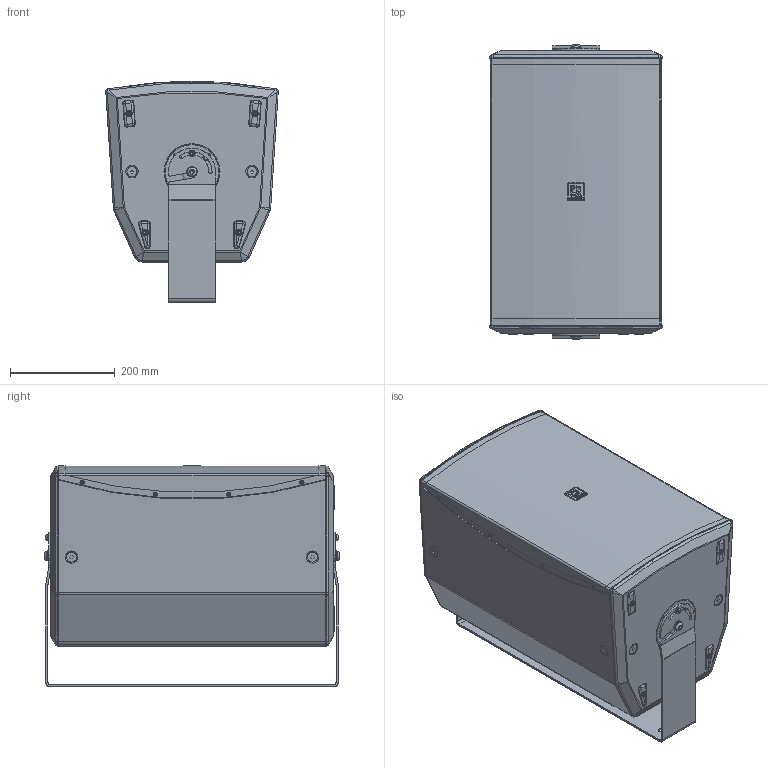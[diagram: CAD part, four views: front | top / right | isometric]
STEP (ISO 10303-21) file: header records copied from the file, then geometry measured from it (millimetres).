
FILE_DESCRIPTION(/* description */ (''),/* implementation_level */ '2;1');
FILE_NAME(/* name */ 'AUDAC-VEXO10.stp',/* time_stamp */ '2021-03-22T14:03:44+01:00',/* author */ ('kamiel'),/* organization */ (''),/* preprocessor_version */ 'ST-DEVELOPER v18.1',/* originating_system */ 'Autodesk Inventor 2021',/* authorisation */ '');
FILE_SCHEMA (('AUTOMOTIVE_DESIGN { 1 0 10303 214 3 1 1 }'));
Length unit declared in the file: millimetre
Products named in the file (1): AUDAC-VEXO10
Bounding box: 329.42 x 563 x 422.5 mm (x, y, z)
Volume: 53311326.3 mm3; surface area: 1598033.9 mm2
Topology: 3 solids, 10 shells, 1619 faces, 4500 edges, 2961 vertices
Faces by surface type: plane 801, cylinder 308, cone 277, bspline 112, torus 103, sphere 18
Full cylindrical faces by diameter (mm): 3.8 x8, 4.917 x5, 5 x4, 6 x6, 6.6 x7, 7 x4, 7.3 x8, 7.5 x4, 8 x4, 8.5 x4, 9 x4, 10 x7, 10.3 x6, 10.5 x2, 11 x13, 11.34 x4, 12 x2, 15 x1, 15.24 x4, 17.5 x2, 19.22 x9, 20 x2, 35 x2, 35.5 x1, 40.5 x1, 105 x1, 107 x1
Entity records: 79366 total; most frequent: CARTESIAN_POINT 36722, ORIENTED_EDGE 8958, DIRECTION 8314, EDGE_CURVE 4479, AXIS2_PLACEMENT_3D 3080, VERTEX_POINT 2959, LINE 2154, VECTOR 2154
